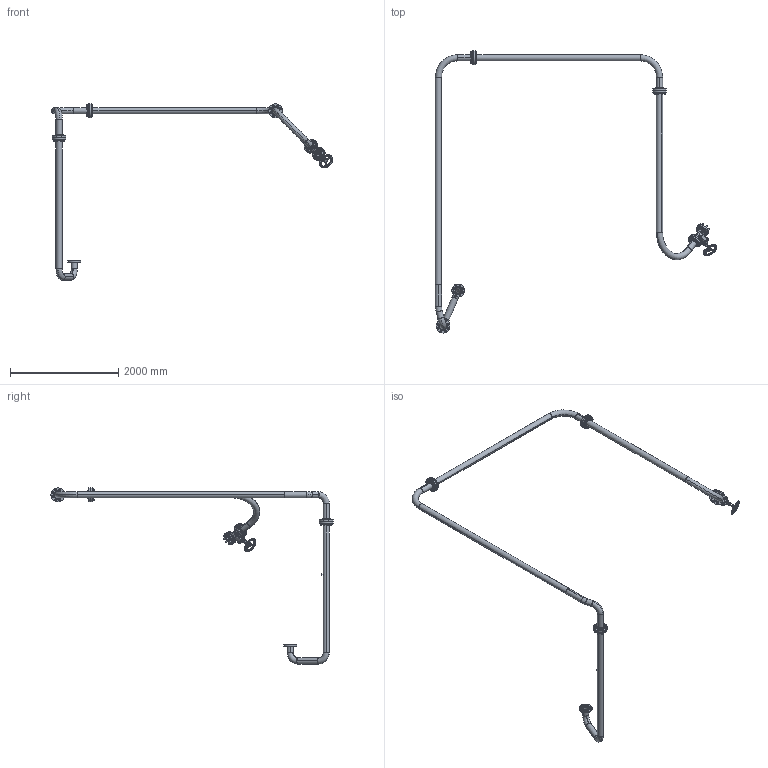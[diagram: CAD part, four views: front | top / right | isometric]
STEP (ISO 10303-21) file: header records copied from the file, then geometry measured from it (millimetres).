
FILE_DESCRIPTION (( 'STEP AP203' ), '1' );
FILE_NAME ('13-2921_REV_.step', '2026-01-17T21:15:38', ( '' ), ( '' ), 'SwSTEP 2.0', 'SolidWorks 2025', '' );
FILE_SCHEMA (( 'CONFIG_CONTROL_DESIGN' ));
Length unit declared in the file: millimetre
Products named in the file (27): M20 BOLT 304 SS_M20x100 BOLT 304; J003435-52_Default<As Machined>; OEM-100-300-SO-316L; 13-2921-2; OEM-1_2-BSPP-3000-316L; J003435-51_Default<As Machined>; OEM-100-300-15_Default<As Machined>; 13-2921-3; 7-8 FLAT WASHER_7-8  FW HT ZP; 13-2921-3-1_Default<As Machined>; 13-2921_REV_; 7-8 FLAT WASHER_7-8  FW G10; M24-FW_M24x3-FW-M-304; OEM-100-JIS30K-3_Default<As Machined>; OEM-MYLAR-7_8_22 DIA x 45 Lg; 13-2921-4; OEM-2921-SHL; OEM-100-LR-40-316L_Default<As Machined>; J003435-50_Default<As Machined>; OEM-100-JIS30K-P-316L_Default<As Machined>; 7-8 HEX NUT_7_8 UNC NUT ZP; M20 HEX NUT_M20 N 304; M20-FW_M20 FW 304; 7-8_UNC-AT_7-8 UNC Gr 8 x 120; 13-2921-1; 13-2921-4-1_Default<As Machined>
Assembly tree (204 placements, depth 3):
  13-2921_REV_
    13-2921-1
      J003435-52_Default<As Machined>
      OEM-100-300-SO-316L  x2
    13-2921-2
      J003435-51_Default<As Machined>
      OEM-100-300-SO-316L  x2
    13-2921-3
      13-2921-3-1_Default<As Machined>
      J003435-50_Default<As Machined>
      OEM-100-LR-40-316L_Default<As Machined>
      OEM-100-300-SO-316L  x2
      J003435-51_Default<As Machined>
    13-2921-4
      13-2921-4-1_Default<As Machined>
      OEM-100-LR-40-316L_Default<As Machined>  x2
      OEM-100-JIS30K-P-316L_Default<As Machined>
      OEM-100-300-SO-316L
      OEM-1_2-BSPP-3000-316L
    OEM-100-300-15_Default<As Machined>  x4
    OEM-2921-SHL
    M20 HEX NUT_M20 N 304  x32
    M20 BOLT 304 SS_M20x100 BOLT 304  x32
    7-8_UNC-AT_7-8 UNC Gr 8 x 120  x8
    7-8 FLAT WASHER_7-8  FW G10  x8
    7-8 FLAT WASHER_7-8  FW HT ZP  x8
    7-8 HEX NUT_7_8 UNC NUT ZP  x8
    OEM-MYLAR-7_8_22 DIA x 45 Lg  x8
    OEM-100-JIS30K-3_Default<As Machined>
    M24-FW_M24x3-FW-M-304  x8
    M20-FW_M20 FW 304  x64
Bounding box: 5198.7 x 5214 x 3255.65 mm (x, y, z)
Volume: 53205714.1 mm3; surface area: 14551272.4 mm2
Topology: 202 solids, 204 shells, 3602 faces, 8048 edges, 4941 vertices
Faces by surface type: cone 1378, plane 1059, cylinder 1046, torus 67, bspline 50, sphere 2
Entity records: 38637 total; most frequent: CARTESIAN_POINT 12679, DIRECTION 4081, ORIENTED_EDGE 3666, EDGE_CURVE 1833, AXIS2_PLACEMENT_3D 1777, VERTEX_POINT 1160, EDGE_LOOP 911, CIRCLE 868
